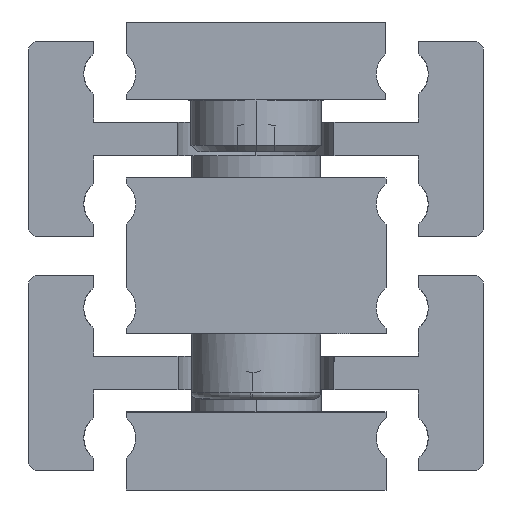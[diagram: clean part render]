
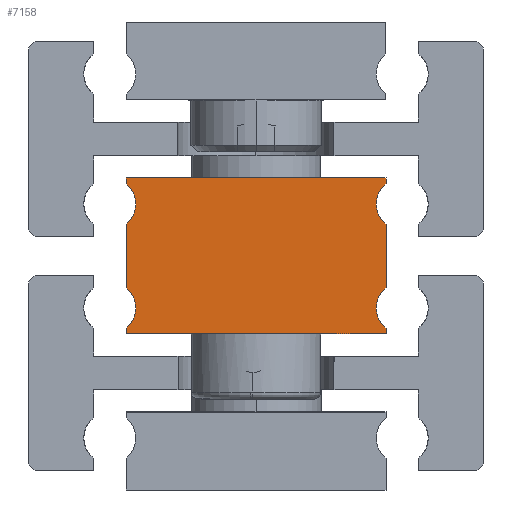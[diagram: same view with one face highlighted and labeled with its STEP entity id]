
A CAD part, front view. The second image highlights one B-rep face of the part: STEP entity #7158.
In plain terms, the highlighted planar face has unit normal (0, -1, 0).
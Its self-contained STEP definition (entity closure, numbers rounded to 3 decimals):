
#5969=CARTESIAN_POINT('',(-9.25,-200.0,-1.5));
#5970=VERTEX_POINT('',#5969);
#5979=CARTESIAN_POINT('',(-10.0,-200.0,0.061));
#5980=VERTEX_POINT('',#5979);
#5981=CARTESIAN_POINT('',(-11.25,-200.0,-1.5));
#5982=DIRECTION('',(0.0,1.0,0.0));
#5983=DIRECTION('',(1.0,0.0,0.0));
#5984=AXIS2_PLACEMENT_3D('',#5981,#5982,#5983);
#5985=CIRCLE('',#5984,2.0);
#5986=EDGE_CURVE('',#5980,#5970,#5985,.T.);
#6013=CARTESIAN_POINT('',(9.25,-200.0,-1.5));
#6014=VERTEX_POINT('',#6013);
#6030=CARTESIAN_POINT('',(10.0,-200.0,0.061));
#6031=VERTEX_POINT('',#6030);
#6038=CARTESIAN_POINT('',(11.25,-200.0,-1.5));
#6039=DIRECTION('',(0.0,1.0,0.0));
#6040=DIRECTION('',(1.0,0.0,0.0));
#6041=AXIS2_PLACEMENT_3D('',#6038,#6039,#6040);
#6042=CIRCLE('',#6041,2.0);
#6043=EDGE_CURVE('',#6014,#6031,#6042,.T.);
#6053=CARTESIAN_POINT('',(-9.25,-200.0,6.5));
#6054=VERTEX_POINT('',#6053);
#6063=CARTESIAN_POINT('',(-10.0,-200.0,8.061));
#6064=VERTEX_POINT('',#6063);
#6065=CARTESIAN_POINT('',(-11.25,-200.0,6.5));
#6066=DIRECTION('',(0.0,1.0,0.0));
#6067=DIRECTION('',(1.0,0.0,0.0));
#6068=AXIS2_PLACEMENT_3D('',#6065,#6066,#6067);
#6069=CIRCLE('',#6068,2.0);
#6070=EDGE_CURVE('',#6064,#6054,#6069,.T.);
#6097=CARTESIAN_POINT('',(9.25,-200.0,6.5));
#6098=VERTEX_POINT('',#6097);
#6114=CARTESIAN_POINT('',(10.0,-200.0,8.061));
#6115=VERTEX_POINT('',#6114);
#6122=CARTESIAN_POINT('',(11.25,-200.0,6.5));
#6123=DIRECTION('',(0.0,1.0,0.0));
#6124=DIRECTION('',(1.0,0.0,0.0));
#6125=AXIS2_PLACEMENT_3D('',#6122,#6123,#6124);
#6126=CIRCLE('',#6125,2.0);
#6127=EDGE_CURVE('',#6098,#6115,#6126,.T.);
#6756=CARTESIAN_POINT('',(-10.,-200.0,8.5));
#6757=VERTEX_POINT('',#6756);
#6764=CARTESIAN_POINT('',(10.0,-200.0,8.5));
#6765=VERTEX_POINT('',#6764);
#6766=CARTESIAN_POINT('',(-10.,-200.0,8.5));
#6767=DIRECTION('',(1.0,0.0,0.0));
#6768=VECTOR('',#6767,20.);
#6769=LINE('',#6766,#6768);
#6770=EDGE_CURVE('',#6757,#6765,#6769,.T.);
#6816=CARTESIAN_POINT('',(10.0,-200.0,4.939));
#6817=VERTEX_POINT('',#6816);
#6818=CARTESIAN_POINT('',(11.25,-200.0,6.5));
#6819=DIRECTION('',(0.0,1.0,0.0));
#6820=DIRECTION('',(1.0,0.0,0.0));
#6821=AXIS2_PLACEMENT_3D('',#6818,#6819,#6820);
#6822=CIRCLE('',#6821,2.0);
#6823=EDGE_CURVE('',#6817,#6098,#6822,.T.);
#6858=CARTESIAN_POINT('',(-10.0,-200.0,4.939));
#6859=VERTEX_POINT('',#6858);
#6866=CARTESIAN_POINT('',(-11.25,-200.0,6.5));
#6867=DIRECTION('',(0.0,1.0,0.0));
#6868=DIRECTION('',(1.0,0.0,0.0));
#6869=AXIS2_PLACEMENT_3D('',#6866,#6867,#6868);
#6870=CIRCLE('',#6869,2.0);
#6871=EDGE_CURVE('',#6054,#6859,#6870,.T.);
#6882=CARTESIAN_POINT('',(10.0,-200.0,4.939));
#6883=DIRECTION('',(0.0,0.0,-1.0));
#6884=VECTOR('',#6883,4.878);
#6885=LINE('',#6882,#6884);
#6886=EDGE_CURVE('',#6817,#6031,#6885,.T.);
#6911=CARTESIAN_POINT('',(10.0,-200.0,8.5));
#6912=DIRECTION('',(0.0,0.0,-1.0));
#6913=VECTOR('',#6912,0.439);
#6914=LINE('',#6911,#6913);
#6915=EDGE_CURVE('',#6765,#6115,#6914,.T.);
#6933=CARTESIAN_POINT('',(-10.0,-200.0,0.061));
#6934=DIRECTION('',(0.0,0.0,1.0));
#6935=VECTOR('',#6934,4.878);
#6936=LINE('',#6933,#6935);
#6937=EDGE_CURVE('',#5980,#6859,#6936,.T.);
#7013=CARTESIAN_POINT('',(10.0,-200.0,-3.061));
#7014=VERTEX_POINT('',#7013);
#7015=CARTESIAN_POINT('',(11.25,-200.0,-1.5));
#7016=DIRECTION('',(0.0,1.0,0.0));
#7017=DIRECTION('',(1.0,0.0,0.0));
#7018=AXIS2_PLACEMENT_3D('',#7015,#7016,#7017);
#7019=CIRCLE('',#7018,2.0);
#7020=EDGE_CURVE('',#7014,#6014,#7019,.T.);
#7039=CARTESIAN_POINT('',(-10.0,-200.0,-3.061));
#7040=VERTEX_POINT('',#7039);
#7047=CARTESIAN_POINT('',(-11.25,-200.0,-1.5));
#7048=DIRECTION('',(0.0,1.0,0.0));
#7049=DIRECTION('',(1.0,0.0,0.0));
#7050=AXIS2_PLACEMENT_3D('',#7047,#7048,#7049);
#7051=CIRCLE('',#7050,2.0);
#7052=EDGE_CURVE('',#5970,#7040,#7051,.T.);
#7063=CARTESIAN_POINT('',(10.0,-200.0,-3.5));
#7064=VERTEX_POINT('',#7063);
#7065=CARTESIAN_POINT('',(10.0,-200.0,-3.061));
#7066=DIRECTION('',(0.0,0.0,-1.0));
#7067=VECTOR('',#7066,0.439);
#7068=LINE('',#7065,#7067);
#7069=EDGE_CURVE('',#7014,#7064,#7068,.T.);
#7088=CARTESIAN_POINT('',(-10.0,-200.0,-3.5));
#7089=VERTEX_POINT('',#7088);
#7096=CARTESIAN_POINT('',(-10.0,-200.0,-3.5));
#7097=DIRECTION('',(0.0,0.0,1.0));
#7098=VECTOR('',#7097,0.439);
#7099=LINE('',#7096,#7098);
#7100=EDGE_CURVE('',#7089,#7040,#7099,.T.);
#7111=CARTESIAN_POINT('',(-10.0,-200.0,8.061));
#7112=DIRECTION('',(0.0,0.0,1.0));
#7113=VECTOR('',#7112,0.439);
#7114=LINE('',#7111,#7113);
#7115=EDGE_CURVE('',#6064,#6757,#7114,.T.);
#7122=CARTESIAN_POINT('',(0.,-200.0,-1.));
#7123=DIRECTION('',(0.0,1.0,0.0));
#7124=DIRECTION('',(0.0,0.0,1.0));
#7125=AXIS2_PLACEMENT_3D('',#7122,#7123,#7124);
#7126=PLANE('',#7125);
#7127=ORIENTED_EDGE('',*,*,#6823,.T.);
#7128=ORIENTED_EDGE('',*,*,#6127,.T.);
#7129=ORIENTED_EDGE('',*,*,#6915,.F.);
#7130=ORIENTED_EDGE('',*,*,#6770,.F.);
#7131=ORIENTED_EDGE('',*,*,#7115,.F.);
#7132=ORIENTED_EDGE('',*,*,#6070,.T.);
#7133=ORIENTED_EDGE('',*,*,#6871,.T.);
#7134=ORIENTED_EDGE('',*,*,#6937,.F.);
#7135=ORIENTED_EDGE('',*,*,#5986,.T.);
#7136=ORIENTED_EDGE('',*,*,#7052,.T.);
#7137=ORIENTED_EDGE('',*,*,#7100,.F.);
#7138=CARTESIAN_POINT('',(0.,-200.0,-3.5));
#7139=VERTEX_POINT('',#7138);
#7140=CARTESIAN_POINT('',(0.,-200.0,-3.5));
#7141=DIRECTION('',(-1.0,0.0,0.0));
#7142=VECTOR('',#7141,10.);
#7143=LINE('',#7140,#7142);
#7144=EDGE_CURVE('',#7139,#7089,#7143,.T.);
#7145=ORIENTED_EDGE('',*,*,#7144,.F.);
#7146=CARTESIAN_POINT('',(10.0,-200.0,-3.5));
#7147=DIRECTION('',(-1.0,0.0,0.0));
#7148=VECTOR('',#7147,10.);
#7149=LINE('',#7146,#7148);
#7150=EDGE_CURVE('',#7064,#7139,#7149,.T.);
#7151=ORIENTED_EDGE('',*,*,#7150,.F.);
#7152=ORIENTED_EDGE('',*,*,#7069,.F.);
#7153=ORIENTED_EDGE('',*,*,#7020,.T.);
#7154=ORIENTED_EDGE('',*,*,#6043,.T.);
#7155=ORIENTED_EDGE('',*,*,#6886,.F.);
#7156=EDGE_LOOP('',(#7127,#7128,#7129,#7130,#7131,#7132,#7133,#7134,#7135,#7136,#7137,#7145,#7151,#7152,#7153,#7154,#7155));
#7157=FACE_OUTER_BOUND('',#7156,.T.);
#7158=ADVANCED_FACE('',(#7157),#7126,.F.);
